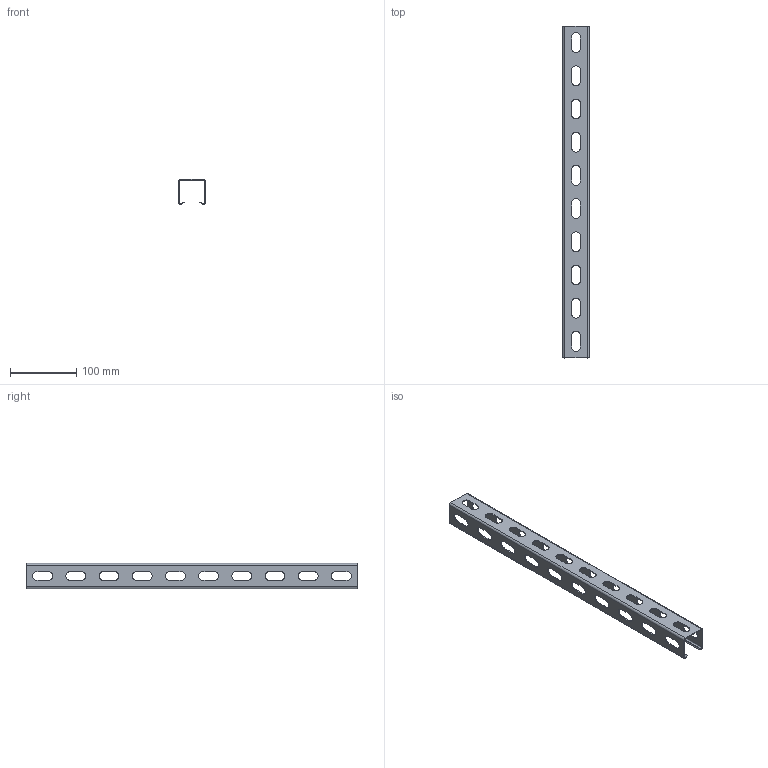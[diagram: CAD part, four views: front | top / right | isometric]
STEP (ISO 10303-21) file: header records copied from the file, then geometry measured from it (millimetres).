
FILE_DESCRIPTION((''),'2;1');
FILE_NAME('611105_PRT','2018-12-05T12:05:28',('tomasz.grudniewski'),(''),'CREO PARAMETRIC BY PTC INC, 2018260','CREO PARAMETRIC BY PTC INC, 2018260','');
FILE_SCHEMA(('CONFIG_CONTROL_DESIGN'));
Length unit declared in the file: millimetre
Products named in the file (1): 611105_PRT
Bounding box: 40 x 500 x 37.8 mm (x, y, z)
Volume: 75720 mm3; surface area: 106194.4 mm2
Topology: 1 solids, 1 shells, 158 faces, 436 edges, 280 vertices
Faces by surface type: plane 90, cylinder 68
Entity records: 5178 total; most frequent: DIRECTION 888, CARTESIAN_POINT 874, ORIENTED_EDGE 872, EDGE_CURVE 436, VECTOR 300, LINE 300, AXIS2_PLACEMENT_3D 294, VERTEX_POINT 280
